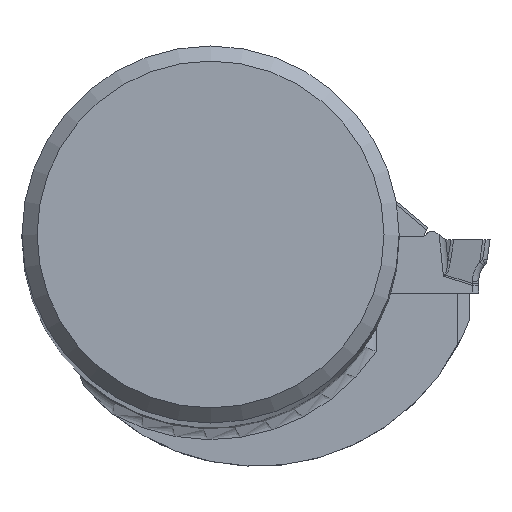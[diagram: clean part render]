
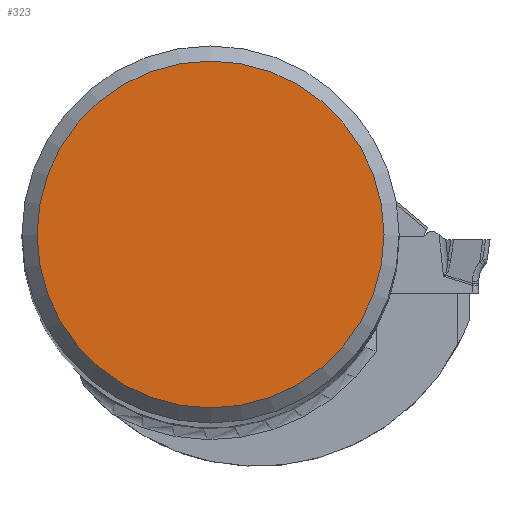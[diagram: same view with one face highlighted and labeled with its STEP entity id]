
A CAD part, top view. The second image highlights one B-rep face of the part: STEP entity #323.
In plain terms, the highlighted planar face has unit normal (0, 0, 1).
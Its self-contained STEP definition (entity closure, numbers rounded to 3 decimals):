
#196=FACE_OUTER_BOUND('',#981,.T.);
#323=ADVANCED_FACE('TB_BL_N5_SU8',(#196),#445,.F.);
#445=PLANE('',#2444);
#981=EDGE_LOOP('',(#1214));
#1214=ORIENTED_EDGE('',*,*,#2042,.T.);
#1809=VERTEX_POINT('',#3494);
#2042=EDGE_CURVE('',#1809,#1809,#2304,.T.);
#2304=CIRCLE('',#2442,11.482);
#2442=AXIS2_PLACEMENT_3D('',#3493,#2735,#2736);
#2444=AXIS2_PLACEMENT_3D('',#3496,#2739,#2740);
#2735=DIRECTION('',(0.,0.,1.));
#2736=DIRECTION('',(-1.,0.,0.));
#2739=DIRECTION('',(0.,0.,-1.));
#2740=DIRECTION('',(1.,0.,0.));
#3493=CARTESIAN_POINT('',(0.,0.,0.));
#3494=CARTESIAN_POINT('',(-11.482,0.,0.));
#3496=CARTESIAN_POINT('',(-11.482,0.,0.));
